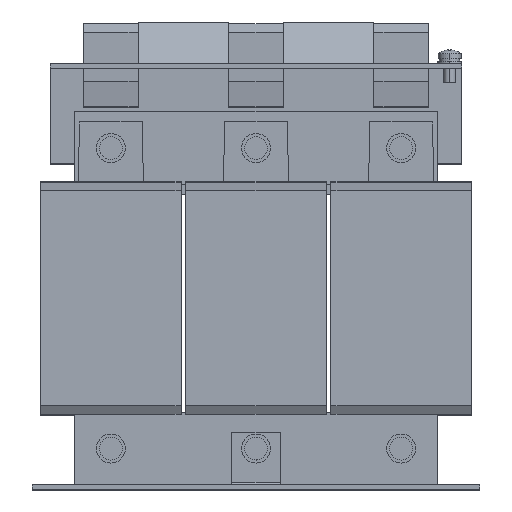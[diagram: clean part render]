
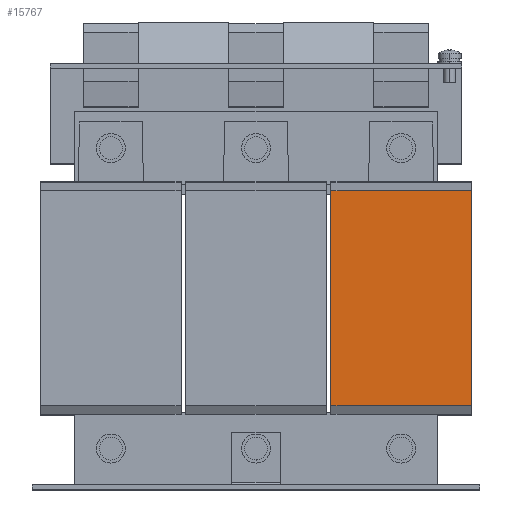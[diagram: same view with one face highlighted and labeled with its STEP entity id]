
A CAD part, top view. The second image highlights one B-rep face of the part: STEP entity #15767.
In plain terms, the highlighted planar face has unit normal (0, 0, 1).
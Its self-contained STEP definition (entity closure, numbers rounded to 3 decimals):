
#950 = AXIS2_PLACEMENT_3D ( 'NONE', #10660, #18218, #7047 ) ;
#1060 = DIRECTION ( 'NONE',  ( -1., 0., 0. ) ) ;
#2219 = DIRECTION ( 'NONE',  ( 1., 0., 0. ) ) ;
#2334 = VERTEX_POINT ( 'NONE', #23540 ) ;
#2395 = CARTESIAN_POINT ( 'NONE',  ( 89., 0., 38.125 ) ) ;
#2476 = VERTEX_POINT ( 'NONE', #22477 ) ;
#2753 = CARTESIAN_POINT ( 'NONE',  ( 89., 44.4, 38.125 ) ) ;
#4493 = EDGE_CURVE ( 'NONE', #10484, #12117, #17106, .T. ) ;
#5918 = LINE ( 'NONE', #19414, #17587 ) ;
#6778 = VECTOR ( 'NONE', #2219, 1000. ) ;
#7047 = DIRECTION ( 'NONE',  ( 1., 0., 0. ) ) ;
#7544 = EDGE_CURVE ( 'NONE', #10484, #2476, #16946, .T. ) ;
#9532 = VECTOR ( 'NONE', #10301, 1000. ) ;
#10301 = DIRECTION ( 'NONE',  ( 0., -1., 0. ) ) ;
#10357 = DIRECTION ( 'NONE',  ( 0., -1., 0. ) ) ;
#10484 = VERTEX_POINT ( 'NONE', #17681 ) ;
#10660 = CARTESIAN_POINT ( 'NONE',  ( 89., 0., 38.125 ) ) ;
#11034 = EDGE_CURVE ( 'NONE', #2334, #12117, #13230, .T. ) ;
#11668 = ORIENTED_EDGE ( 'NONE', *, *, #11034, .T. ) ;
#12103 = CARTESIAN_POINT ( 'NONE',  ( 89., -44.4, 38.125 ) ) ;
#12117 = VERTEX_POINT ( 'NONE', #17545 ) ;
#12792 = ORIENTED_EDGE ( 'NONE', *, *, #4493, .F. ) ;
#13230 = LINE ( 'NONE', #12103, #6778 ) ;
#15767 = ADVANCED_FACE ( 'NONE', ( #17739 ), #23783, .T. ) ;
#16587 = ORIENTED_EDGE ( 'NONE', *, *, #22023, .T. ) ;
#16946 = LINE ( 'NONE', #2753, #19880 ) ;
#17106 = LINE ( 'NONE', #2395, #9532 ) ;
#17545 = CARTESIAN_POINT ( 'NONE',  ( 89., -44.4, 38.125 ) ) ;
#17587 = VECTOR ( 'NONE', #10357, 1000. ) ;
#17681 = CARTESIAN_POINT ( 'NONE',  ( 89., 44.4, 38.125 ) ) ;
#17739 = FACE_OUTER_BOUND ( 'NONE', #19700, .T. ) ;
#18218 = DIRECTION ( 'NONE',  ( 0., 0., 1. ) ) ;
#19414 = CARTESIAN_POINT ( 'NONE',  ( 31., 0., 38.125 ) ) ;
#19700 = EDGE_LOOP ( 'NONE', ( #16587, #11668, #12792, #22138 ) ) ;
#19880 = VECTOR ( 'NONE', #1060, 1000. ) ;
#22023 = EDGE_CURVE ( 'NONE', #2476, #2334, #5918, .T. ) ;
#22138 = ORIENTED_EDGE ( 'NONE', *, *, #7544, .T. ) ;
#22477 = CARTESIAN_POINT ( 'NONE',  ( 31., 44.4, 38.125 ) ) ;
#23540 = CARTESIAN_POINT ( 'NONE',  ( 31., -44.4, 38.125 ) ) ;
#23783 = PLANE ( 'NONE',  #950 ) ;
